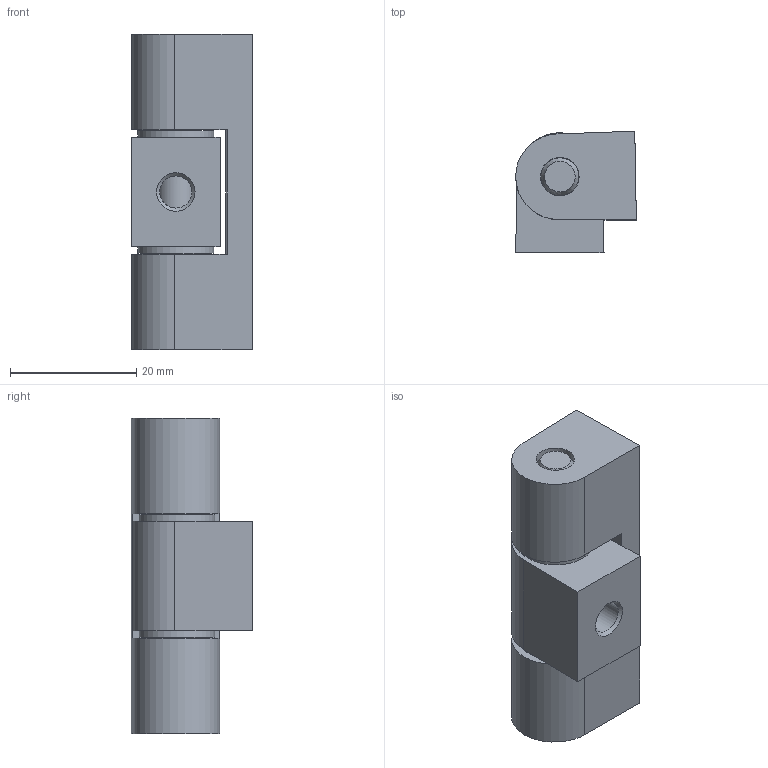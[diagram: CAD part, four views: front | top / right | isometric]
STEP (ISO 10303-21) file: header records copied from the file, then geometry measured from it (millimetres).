
FILE_DESCRIPTION(('STEP AP203'),'1');
FILE_NAME('693.1.2.step','2015-04-17T08:31:39',(' '),(' '),'Spatial InterOp 3D',' ',' ');
FILE_SCHEMA(('CONFIG_CONTROL_DESIGN'));
Length unit declared in the file: millimetre
Products named in the file (5): 1; 2; 3; 4; 5
Bounding box: 19.12 x 19.21 x 50 mm (x, y, z)
Volume: 11151.3 mm3; surface area: 8658.7 mm2
Topology: 5 solids, 5 shells, 206 faces, 536 edges, 350 vertices
Faces by surface type: plane 143, cylinder 42, cone 13, bspline 8
Full cylindrical faces by diameter (mm): 5.1 x3, 6 x3, 6.05 x1, 6.1 x2, 8 x4, 12 x2
Entity records: 7130 total; most frequent: CARTESIAN_POINT 1906, DIRECTION 1038, ORIENTED_EDGE 1020, EDGE_CURVE 510, AXIS2_PLACEMENT_3D 368, VERTEX_POINT 344, LINE 302, VECTOR 302
